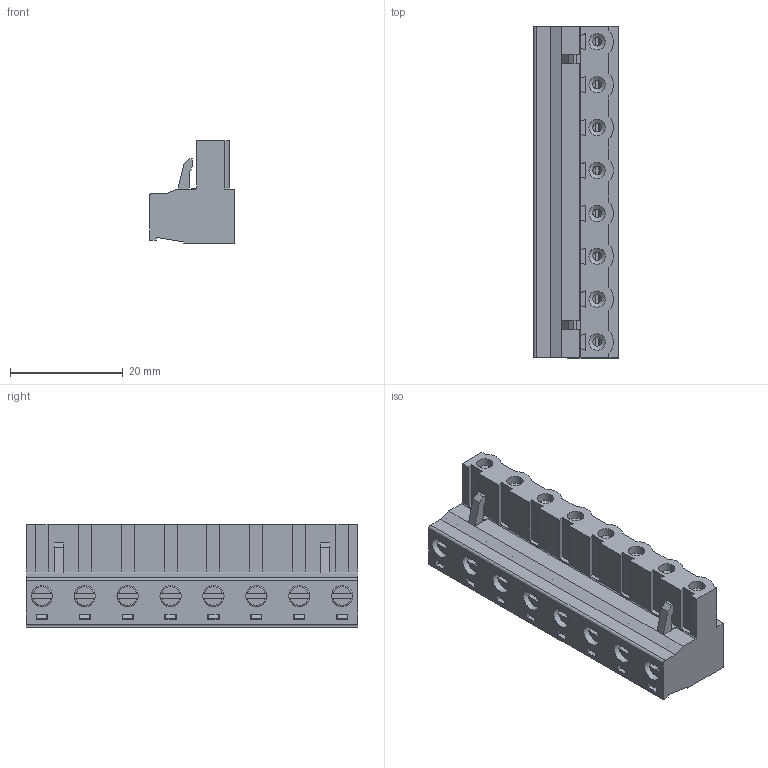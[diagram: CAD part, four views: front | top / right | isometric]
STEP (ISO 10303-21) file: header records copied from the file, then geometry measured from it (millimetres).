
FILE_DESCRIPTION( ( 'Unknown' ), '1' );
FILE_NAME( '691351400008.stp', 'Unknown', ( 'Unknown' ), ( 'Unknown' ), 'PSStep 18.0.17', 'Unknown', ' ' );
FILE_SCHEMA( ( 'AUTOMOTIVE_DESIGN { 1 0 10303 214 1 1 1 1 }' ) );
Length unit declared in the file: millimetre
Products named in the file (6): Assem1; cage; vis cage; Spring; 691351400008; 691351400008_front wall
Assembly tree (26 placements, depth 2):
  Assem1
    cage  x8
    vis cage  x8
    Spring  x8
    691351400008
    691351400008_front wall
Bounding box: 15.1 x 58.96 x 18.26 mm (x, y, z)
Volume: 6560.8 mm3; surface area: 15990.5 mm2
Topology: 26 solids, 26 shells, 1425 faces, 3723 edges, 2398 vertices
Faces by surface type: plane 1080, cylinder 289, cone 24, torus 24, sphere 8
Full cylindrical faces by diameter (mm): 1 x8, 1.5 x8, 2.2 x8, 2.459 x8, 2.6 x8, 2.9 x16, 3.8 x16
Entity records: 35361 total; most frequent: CARTESIAN_POINT 4945, ORIENTED_EDGE 4776, DIRECTION 4481, EDGE_CURVE 2388, LINE 2155, VECTOR 2155, VERTEX_POINT 1603, AXIS2_PLACEMENT_3D 1163
